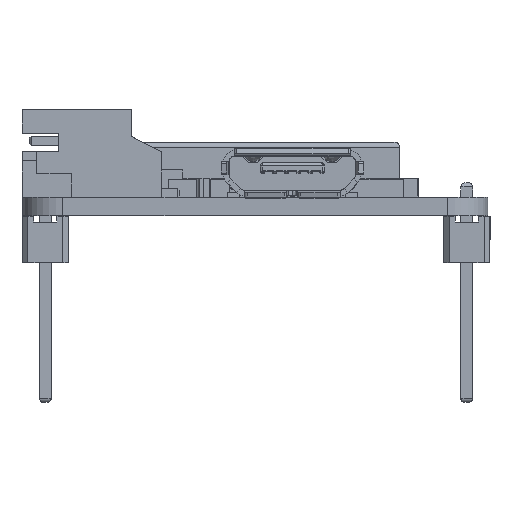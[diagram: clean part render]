
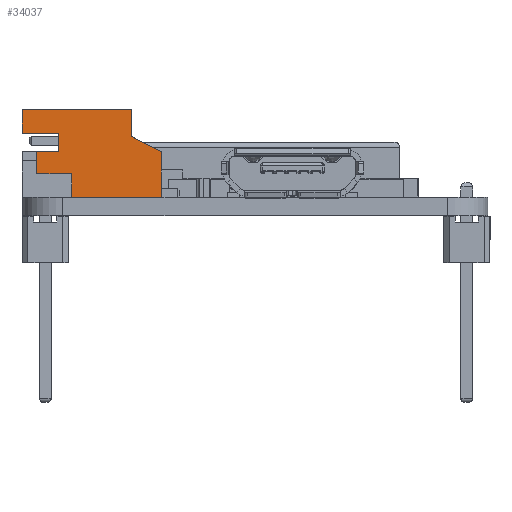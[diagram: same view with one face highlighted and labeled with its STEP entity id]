
A CAD part, left-side view. The second image highlights one B-rep face of the part: STEP entity #34037.
In plain terms, the highlighted face is planar.
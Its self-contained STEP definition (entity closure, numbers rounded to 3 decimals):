
#2866=FACE_OUTER_BOUND('',#4634,.T.);
#4634=EDGE_LOOP('',(#29760,#29761,#29762,#29763,#29764,#29765,#29766,#29767,
#29768,#29769,#29770,#29771));
#8567=LINE('',#54585,#12790);
#8575=LINE('',#54602,#12798);
#8581=LINE('',#54612,#12804);
#8596=LINE('',#54643,#12819);
#8675=LINE('',#54796,#12898);
#8709=LINE('',#54864,#12932);
#8712=LINE('',#54870,#12935);
#8714=LINE('',#54874,#12937);
#8716=LINE('',#54877,#12939);
#8739=LINE('',#54923,#12962);
#8743=LINE('',#54930,#12966);
#8746=LINE('',#54935,#12969);
#12790=VECTOR('',#43978,10.);
#12798=VECTOR('',#43990,10.);
#12804=VECTOR('',#43998,10.);
#12819=VECTOR('',#44021,10.);
#12898=VECTOR('',#44134,10.);
#12932=VECTOR('',#44184,10.);
#12935=VECTOR('',#44191,10.);
#12937=VECTOR('',#44195,10.);
#12939=VECTOR('',#44199,10.);
#12962=VECTOR('',#44238,10.);
#12966=VECTOR('',#44244,10.);
#12969=VECTOR('',#44251,10.);
#15976=VERTEX_POINT('',#54582);
#15977=VERTEX_POINT('',#54584);
#15982=VERTEX_POINT('',#54598);
#15984=VERTEX_POINT('',#54601);
#15999=VERTEX_POINT('',#54642);
#16056=VERTEX_POINT('',#54795);
#16081=VERTEX_POINT('',#54861);
#16082=VERTEX_POINT('',#54863);
#16083=VERTEX_POINT('',#54869);
#16084=VERTEX_POINT('',#54873);
#16098=VERTEX_POINT('',#54921);
#16099=VERTEX_POINT('',#54922);
#20506=EDGE_CURVE('',#15977,#15976,#8567,.T.);
#20514=EDGE_CURVE('',#15984,#15982,#8575,.T.);
#20520=EDGE_CURVE('',#15976,#15984,#8581,.T.);
#20535=EDGE_CURVE('',#15999,#15977,#8596,.T.);
#20614=EDGE_CURVE('',#16056,#15999,#8675,.T.);
#20648=EDGE_CURVE('',#16082,#16081,#8709,.T.);
#20651=EDGE_CURVE('',#16083,#16082,#8712,.T.);
#20653=EDGE_CURVE('',#16084,#16083,#8714,.T.);
#20655=EDGE_CURVE('',#15982,#16084,#8716,.T.);
#20678=EDGE_CURVE('',#16098,#16099,#8739,.T.);
#20682=EDGE_CURVE('',#16099,#16081,#8743,.T.);
#20685=EDGE_CURVE('',#16098,#16056,#8746,.T.);
#29760=ORIENTED_EDGE('',*,*,#20514,.T.);
#29761=ORIENTED_EDGE('',*,*,#20655,.T.);
#29762=ORIENTED_EDGE('',*,*,#20653,.T.);
#29763=ORIENTED_EDGE('',*,*,#20651,.T.);
#29764=ORIENTED_EDGE('',*,*,#20648,.T.);
#29765=ORIENTED_EDGE('',*,*,#20682,.F.);
#29766=ORIENTED_EDGE('',*,*,#20678,.F.);
#29767=ORIENTED_EDGE('',*,*,#20685,.T.);
#29768=ORIENTED_EDGE('',*,*,#20614,.T.);
#29769=ORIENTED_EDGE('',*,*,#20535,.T.);
#29770=ORIENTED_EDGE('',*,*,#20506,.T.);
#29771=ORIENTED_EDGE('',*,*,#20520,.T.);
#32051=PLANE('',#36244);
#34037=ADVANCED_FACE('',(#2866),#32051,.T.);
#36244=AXIS2_PLACEMENT_3D('',#54992,#44317,#44318);
#43978=DIRECTION('',(0.,1.,0.));
#43990=DIRECTION('',(0.,-1.,0.));
#43998=DIRECTION('',(0.,0.,-1.));
#44021=DIRECTION('',(0.,0.,-1.));
#44134=DIRECTION('',(0.,-1.,0.));
#44184=DIRECTION('',(0.,1.,0.));
#44191=DIRECTION('',(0.,0.,-1.));
#44195=DIRECTION('',(0.,1.,0.));
#44199=DIRECTION('',(0.,0.,-1.));
#44238=DIRECTION('',(0.,0.894,-0.447));
#44244=DIRECTION('',(0.,0.,-1.));
#44251=DIRECTION('',(0.,0.,1.));
#44317=DIRECTION('center_axis',(1.,0.,0.));
#44318=DIRECTION('ref_axis',(0.,1.,0.));
#54582=CARTESIAN_POINT('',(3.95,-5.6,-4.1));
#54584=CARTESIAN_POINT('',(3.95,-7.6,-4.1));
#54585=CARTESIAN_POINT('',(3.95,-6.1,-4.1));
#54598=CARTESIAN_POINT('',(3.95,-6.8,-5.1));
#54601=CARTESIAN_POINT('',(3.95,-5.6,-5.1));
#54602=CARTESIAN_POINT('',(3.95,-5.1,-5.1));
#54612=CARTESIAN_POINT('',(3.95,-5.6,-4.65));
#54642=CARTESIAN_POINT('',(3.95,-7.6,-2.8));
#54643=CARTESIAN_POINT('',(3.95,-7.6,-7.6));
#54795=CARTESIAN_POINT('',(3.95,-1.6,-2.8));
#54796=CARTESIAN_POINT('',(3.95,-7.6,-2.8));
#54861=CARTESIAN_POINT('',(3.95,0.,-7.6));
#54863=CARTESIAN_POINT('',(3.95,-4.9,-7.6));
#54864=CARTESIAN_POINT('',(3.95,0.,-7.6));
#54869=CARTESIAN_POINT('',(3.95,-4.9,-6.3));
#54870=CARTESIAN_POINT('',(3.95,-4.9,-5.75));
#54873=CARTESIAN_POINT('',(3.95,-6.8,-6.3));
#54874=CARTESIAN_POINT('',(3.95,-5.7,-6.3));
#54877=CARTESIAN_POINT('',(3.95,-6.8,-5.15));
#54921=CARTESIAN_POINT('',(3.95,-1.6,-4.3));
#54922=CARTESIAN_POINT('',(3.95,0.,-5.1));
#54923=CARTESIAN_POINT('',(3.95,-1.6,-4.3));
#54930=CARTESIAN_POINT('',(3.95,0.,-5.1));
#54935=CARTESIAN_POINT('',(3.95,-1.6,-2.8));
#54992=CARTESIAN_POINT('Origin',(3.95,-4.6,-5.2));
